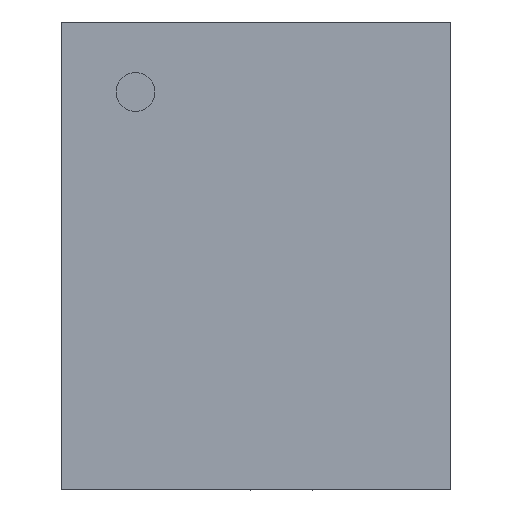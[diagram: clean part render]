
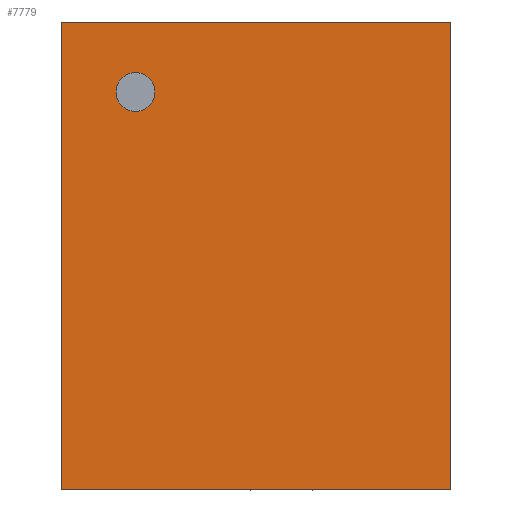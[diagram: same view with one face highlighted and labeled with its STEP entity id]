
A CAD part, top view. The second image highlights one B-rep face of the part: STEP entity #7779.
In plain terms, the highlighted planar face has unit normal (0, 0, 1).
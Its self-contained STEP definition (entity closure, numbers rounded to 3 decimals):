
#561 = LINE ( 'NONE', #29498, #24042 ) ;
#1654 = CIRCLE ( 'NONE', #10727, 0.5 ) ;
#1853 = VERTEX_POINT ( 'NONE', #17472 ) ;
#6009 = ORIENTED_EDGE ( 'NONE', *, *, #13628, .T. ) ;
#6093 = CARTESIAN_POINT ( 'NONE',  ( 34.582, 16.024, 4. ) ) ;
#6207 = CARTESIAN_POINT ( 'NONE',  ( 32.173, 5.821, 4. ) ) ;
#6626 = CARTESIAN_POINT ( 'NONE',  ( 33.582, 16.024, 4. ) ) ;
#6905 = VERTEX_POINT ( 'NONE', #16465 ) ;
#7005 = VERTEX_POINT ( 'NONE', #8059 ) ;
#7779 = ADVANCED_FACE ( 'NONE', ( #10608, #21322 ), #26369, .F. ) ;
#8004 = ORIENTED_EDGE ( 'NONE', *, *, #23750, .F. ) ;
#8059 = CARTESIAN_POINT ( 'NONE',  ( 42.173, 17.821, 4. ) ) ;
#8189 = DIRECTION ( 'NONE',  ( 0., 0., -1. ) ) ;
#10554 = DIRECTION ( 'NONE',  ( 0., 0., 1. ) ) ;
#10608 = FACE_BOUND ( 'NONE', #15159, .T. ) ;
#10651 = CARTESIAN_POINT ( 'NONE',  ( 34.082, 16.024, 4. ) ) ;
#10727 = AXIS2_PLACEMENT_3D ( 'NONE', #10651, #10554, #19842 ) ;
#10866 = DIRECTION ( 'NONE',  ( 0., -1., 0. ) ) ;
#10995 = LINE ( 'NONE', #14300, #20985 ) ;
#11485 = VERTEX_POINT ( 'NONE', #6626 ) ;
#13579 = EDGE_CURVE ( 'NONE', #6905, #7005, #20482, .T. ) ;
#13628 = EDGE_CURVE ( 'NONE', #7005, #27601, #561, .T. ) ;
#14200 = CARTESIAN_POINT ( 'NONE',  ( 34.082, 16.024, 4. ) ) ;
#14300 = CARTESIAN_POINT ( 'NONE',  ( 42.173, 5.821, 4. ) ) ;
#15159 = EDGE_LOOP ( 'NONE', ( #8004, #21520 ) ) ;
#15528 = DIRECTION ( 'NONE',  ( 0., 1., 0. ) ) ;
#16465 = CARTESIAN_POINT ( 'NONE',  ( 42.173, 5.821, 4. ) ) ;
#17472 = CARTESIAN_POINT ( 'NONE',  ( 32.173, 5.821, 4. ) ) ;
#18088 = AXIS2_PLACEMENT_3D ( 'NONE', #14200, #23267, #18985 ) ;
#18907 = VERTEX_POINT ( 'NONE', #6093 ) ;
#18985 = DIRECTION ( 'NONE',  ( 1., 0., 0. ) ) ;
#19842 = DIRECTION ( 'NONE',  ( 1., 0., 0. ) ) ;
#20068 = AXIS2_PLACEMENT_3D ( 'NONE', #24143, #8189, #21646 ) ;
#20141 = VECTOR ( 'NONE', #15528, 1000. ) ;
#20482 = LINE ( 'NONE', #24580, #20141 ) ;
#20933 = VECTOR ( 'NONE', #10866, 1000. ) ;
#20985 = VECTOR ( 'NONE', #27984, 1000. ) ;
#21322 = FACE_OUTER_BOUND ( 'NONE', #25062, .T. ) ;
#21381 = CIRCLE ( 'NONE', #18088, 0.5 ) ;
#21520 = ORIENTED_EDGE ( 'NONE', *, *, #26787, .F. ) ;
#21536 = EDGE_CURVE ( 'NONE', #27601, #1853, #23422, .T. ) ;
#21646 = DIRECTION ( 'NONE',  ( -1., 0., 0. ) ) ;
#22235 = ORIENTED_EDGE ( 'NONE', *, *, #13579, .T. ) ;
#22955 = ORIENTED_EDGE ( 'NONE', *, *, #21536, .T. ) ;
#23267 = DIRECTION ( 'NONE',  ( 0., 0., 1. ) ) ;
#23422 = LINE ( 'NONE', #6207, #20933 ) ;
#23750 = EDGE_CURVE ( 'NONE', #18907, #11485, #1654, .T. ) ;
#24042 = VECTOR ( 'NONE', #25288, 1000. ) ;
#24143 = CARTESIAN_POINT ( 'NONE',  ( 0., 0., 4. ) ) ;
#24225 = CARTESIAN_POINT ( 'NONE',  ( 32.173, 17.821, 4. ) ) ;
#24580 = CARTESIAN_POINT ( 'NONE',  ( 42.173, 17.821, 4. ) ) ;
#25062 = EDGE_LOOP ( 'NONE', ( #22235, #6009, #22955, #27565 ) ) ;
#25288 = DIRECTION ( 'NONE',  ( -1., 0., 0. ) ) ;
#26369 = PLANE ( 'NONE',  #20068 ) ;
#26787 = EDGE_CURVE ( 'NONE', #11485, #18907, #21381, .T. ) ;
#27565 = ORIENTED_EDGE ( 'NONE', *, *, #28727, .T. ) ;
#27601 = VERTEX_POINT ( 'NONE', #24225 ) ;
#27984 = DIRECTION ( 'NONE',  ( 1., 0., 0. ) ) ;
#28727 = EDGE_CURVE ( 'NONE', #1853, #6905, #10995, .T. ) ;
#29498 = CARTESIAN_POINT ( 'NONE',  ( 32.173, 17.821, 4. ) ) ;
